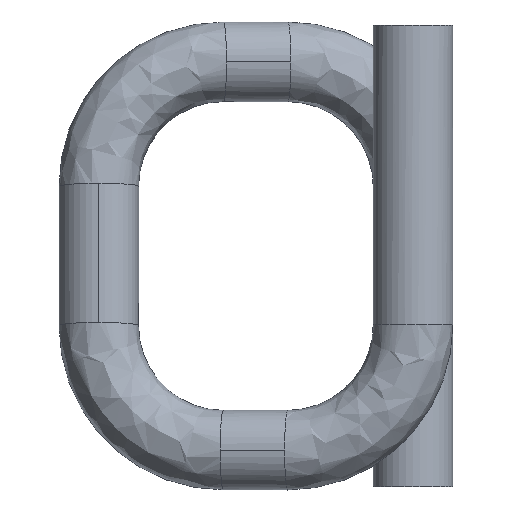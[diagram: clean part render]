
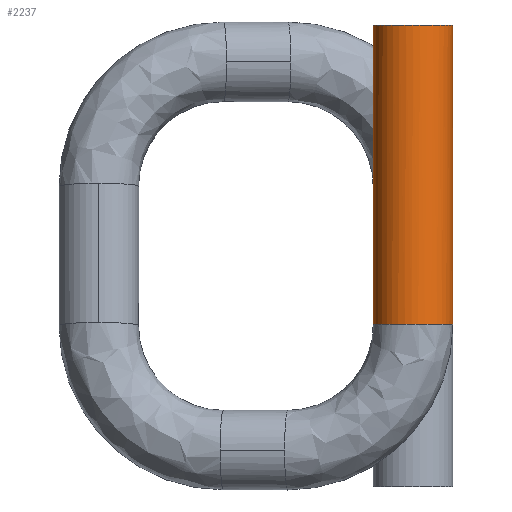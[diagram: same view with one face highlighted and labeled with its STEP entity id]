
A CAD part, left-side view. The second image highlights one B-rep face of the part: STEP entity #2237.
In plain terms, the highlighted cylindrical face has radius 0.18 mm (diameter 0.36 mm), a partial arc.
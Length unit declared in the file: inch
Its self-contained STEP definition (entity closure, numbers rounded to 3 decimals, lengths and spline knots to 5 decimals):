
#3 = AXIS2_PLACEMENT_3D ( 'NONE', #2083, #2072, #2059 ) ;
#49 = EDGE_LOOP ( 'NONE', ( #1022, #396, #219, #992, #801 ) ) ;
#156 = FACE_OUTER_BOUND ( 'NONE', #49, .T. ) ;
#158 = CARTESIAN_POINT ( 'NONE',  ( 0., 0.00708, 0.0065 ) ) ;
#213 = VERTEX_POINT ( 'NONE', #274 ) ;
#214 = CARTESIAN_POINT ( 'NONE',  ( 0., -0.00708, -0.04666 ) ) ;
#219 = ORIENTED_EDGE ( 'NONE', *, *, #1181, .T. ) ;
#229 = DIRECTION ( 'NONE',  ( 0., -1., 0. ) ) ;
#274 = CARTESIAN_POINT ( 'NONE',  ( -0.00056, -0.00706, -0.04666 ) ) ;
#321 = EDGE_CURVE ( 'NONE', #994, #1995, #613, .T. ) ;
#341 = EDGE_CURVE ( 'NONE', #896, #810, #1011, .T. ) ;
#396 = ORIENTED_EDGE ( 'NONE', *, *, #439, .T. ) ;
#431 = DIRECTION ( 'NONE',  ( 0., 0., -1. ) ) ;
#439 = EDGE_CURVE ( 'NONE', #994, #213, #1646, .T. ) ;
#613 = LINE ( 'NONE', #1789, #1082 ) ;
#801 = ORIENTED_EDGE ( 'NONE', *, *, #1187, .T. ) ;
#810 = VERTEX_POINT ( 'NONE', #1697 ) ;
#875 = CARTESIAN_POINT ( 'NONE',  ( 0., 0., 0.0065 ) ) ;
#896 = VERTEX_POINT ( 'NONE', #214 ) ;
#992 = ORIENTED_EDGE ( 'NONE', *, *, #341, .T. ) ;
#994 = VERTEX_POINT ( 'NONE', #2084 ) ;
#1011 = LINE ( 'NONE', #2172, #1359 ) ;
#1022 = ORIENTED_EDGE ( 'NONE', *, *, #321, .F. ) ;
#1082 = VECTOR ( 'NONE', #1372, 39.37008 ) ;
#1123 = CIRCLE ( 'NONE', #2081, 0.00708 ) ;
#1181 = EDGE_CURVE ( 'NONE', #213, #896, #1123, .T. ) ;
#1187 = EDGE_CURVE ( 'NONE', #810, #1995, #1582, .T. ) ;
#1294 = DIRECTION ( 'NONE',  ( 0., -1., 0. ) ) ;
#1359 = VECTOR ( 'NONE', #2065, 39.37008 ) ;
#1372 = DIRECTION ( 'NONE',  ( 0., 0., 1. ) ) ;
#1582 = CIRCLE ( 'NONE', #2070, 0.00708 ) ;
#1620 = DIRECTION ( 'NONE',  ( 0., 0., 1. ) ) ;
#1646 = CIRCLE ( 'NONE', #3, 0.00708 ) ;
#1657 = CYLINDRICAL_SURFACE ( 'NONE', #1677, 0.00708 ) ;
#1677 = AXIS2_PLACEMENT_3D ( 'NONE', #2366, #2273, #2116 ) ;
#1697 = CARTESIAN_POINT ( 'NONE',  ( 0., -0.00708, 0.0065 ) ) ;
#1789 = CARTESIAN_POINT ( 'NONE',  ( 0., 0.00708, -0.04666 ) ) ;
#1803 = CARTESIAN_POINT ( 'NONE',  ( 0., 0., -0.04666 ) ) ;
#1995 = VERTEX_POINT ( 'NONE', #158 ) ;
#2059 = DIRECTION ( 'NONE',  ( 0., -1., 0. ) ) ;
#2065 = DIRECTION ( 'NONE',  ( 0., 0., 1. ) ) ;
#2070 = AXIS2_PLACEMENT_3D ( 'NONE', #875, #431, #229 ) ;
#2072 = DIRECTION ( 'NONE',  ( 0., 0., 1. ) ) ;
#2081 = AXIS2_PLACEMENT_3D ( 'NONE', #1803, #1620, #1294 ) ;
#2083 = CARTESIAN_POINT ( 'NONE',  ( 0., 0., -0.04666 ) ) ;
#2084 = CARTESIAN_POINT ( 'NONE',  ( 0., 0.00708, -0.04666 ) ) ;
#2116 = DIRECTION ( 'NONE',  ( 0., -1., 0. ) ) ;
#2172 = CARTESIAN_POINT ( 'NONE',  ( 0., -0.00708, -0.04666 ) ) ;
#2237 = ADVANCED_FACE ( 'NONE', ( #156 ), #1657, .T. ) ;
#2273 = DIRECTION ( 'NONE',  ( 0., 0., 1. ) ) ;
#2366 = CARTESIAN_POINT ( 'NONE',  ( 0., 0., -0.04666 ) ) ;
